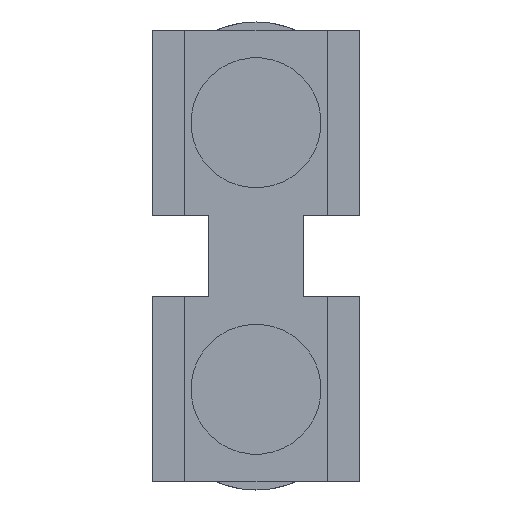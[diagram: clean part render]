
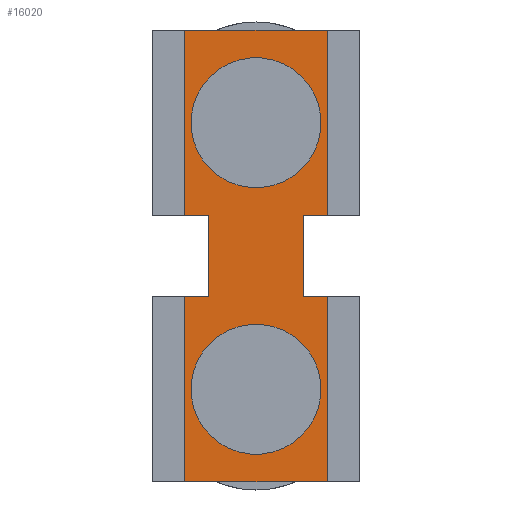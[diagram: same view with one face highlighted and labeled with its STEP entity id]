
A CAD part, front view. The second image highlights one B-rep face of the part: STEP entity #16020.
In plain terms, the highlighted face is planar.
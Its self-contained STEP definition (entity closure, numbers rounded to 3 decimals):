
#8590=CARTESIAN_POINT('',(-2.85,1.45,-1.));
#8600=VERTEX_POINT('',#8590);
#8680=CARTESIAN_POINT('',(-5.35,1.45,-1.));
#8690=VERTEX_POINT('',#8680);
#8720=CARTESIAN_POINT('',(-8.2,1.45,-1.));
#8730=DIRECTION('',(-1.,0.,0.));
#8740=VECTOR('',#8730,1.);
#8750=LINE('',#8720,#8740);
#8760=EDGE_CURVE('',#8600,#8690,#8750,.T.);
#8930=CARTESIAN_POINT('',(-8.2,-1.45,-1.));
#8940=DIRECTION('',(1.,0.,0.));
#8950=VECTOR('',#8940,1.);
#8960=LINE('',#8930,#8950);
#8970=CARTESIAN_POINT('',(-5.35,-1.45,-1.));
#8980=VERTEX_POINT('',#8970);
#8990=CARTESIAN_POINT('',(-2.85,-1.45,-1.));
#9000=VERTEX_POINT('',#8990);
#9010=EDGE_CURVE('',#8980,#9000,#8960,.T.);
#9330=CARTESIAN_POINT('',(-5.35,0.,-1.));
#9340=DIRECTION('',(0.,1.,0.));
#9350=VECTOR('',#9340,1.);
#9360=LINE('',#9330,#9350);
#9370=CARTESIAN_POINT('',(-5.35,-2.2,-1.));
#9380=VERTEX_POINT('',#9370);
#9390=EDGE_CURVE('',#9380,#8980,#9360,.T.);
#10020=CARTESIAN_POINT('',(-11.05,-2.2,-1.));
#10030=VERTEX_POINT('',#10020);
#10060=CARTESIAN_POINT('',(-11.05,0.,-1.));
#10070=DIRECTION('',(0.,-1.,0.));
#10080=VECTOR('',#10070,1.);
#10090=LINE('',#10060,#10080);
#10100=CARTESIAN_POINT('',(-11.05,2.2,-1.));
#10110=VERTEX_POINT('',#10100);
#10120=EDGE_CURVE('',#10110,#10030,#10090,.T.);
#10450=CARTESIAN_POINT('',(-5.35,2.2,-1.));
#10460=VERTEX_POINT('',#10450);
#10490=CARTESIAN_POINT('',(-5.35,0.,-1.));
#10500=DIRECTION('',(0.,1.,0.));
#10510=VECTOR('',#10500,1.);
#10520=LINE('',#10490,#10510);
#10530=EDGE_CURVE('',#8690,#10460,#10520,.T.);
#12670=CARTESIAN_POINT('',(-2.85,0.,-1.));
#12680=DIRECTION('',(0.,-1.,0.));
#12690=VECTOR('',#12680,1.);
#12700=LINE('',#12670,#12690);
#12710=CARTESIAN_POINT('',(-2.85,2.2,-1.));
#12720=VERTEX_POINT('',#12710);
#12730=EDGE_CURVE('',#12720,#8600,#12700,.T.);
#13340=CARTESIAN_POINT('',(-2.85,-2.2,-1.));
#13350=VERTEX_POINT('',#13340);
#13380=EDGE_CURVE('',#9000,#13350,#12700,.T.);
#13890=CARTESIAN_POINT('',(2.85,-2.2,-1.));
#13900=VERTEX_POINT('',#13890);
#13930=CARTESIAN_POINT('',(6.39,-2.2,-1.));
#13940=DIRECTION('',(-1.,0.,0.));
#13950=VECTOR('',#13940,1.);
#13960=LINE('',#13930,#13950);
#13970=EDGE_CURVE('',#13900,#13350,#13960,.T.);
#14320=CARTESIAN_POINT('',(2.85,2.2,-1.));
#14330=VERTEX_POINT('',#14320);
#14360=CARTESIAN_POINT('',(2.85,0.,-1.));
#14370=DIRECTION('',(0.,1.,0.));
#14380=VECTOR('',#14370,1.);
#14390=LINE('',#14360,#14380);
#14400=EDGE_CURVE('',#13900,#14330,#14390,.T.);
#14610=CARTESIAN_POINT('',(1.414,-1.414,-1.));
#14620=VERTEX_POINT('',#14610);
#14700=CARTESIAN_POINT('',(-1.414,1.414,-1.));
#14710=VERTEX_POINT('',#14700);
#14740=CARTESIAN_POINT('',(0.,0.,
-1.));
#14750=DIRECTION('',(0.,0.,-1.));
#14760=DIRECTION('',(-0.707,0.707,
0.));
#14770=AXIS2_PLACEMENT_3D('',#14740,#14750,#14760);
#14780=CIRCLE('',#14770,2.);
#14790=EDGE_CURVE('',#14620,#14710,#14780,.T.);
#15170=CARTESIAN_POINT('',(6.39,2.2,-1.));
#15180=DIRECTION('',(-1.,0.,0.));
#15190=VECTOR('',#15180,1.);
#15200=LINE('',#15170,#15190);
#15210=EDGE_CURVE('',#14330,#12720,#15200,.T.);
#15410=EDGE_CURVE('',#14710,#14620,#14780,.T.);
#15540=CARTESIAN_POINT('',(6.39,2.2,-1.));
#15550=DIRECTION('',(-0.,0.,1.));
#15560=DIRECTION('',(0.,-1.,0.));
#15570=AXIS2_PLACEMENT_3D('',#15540,#15550,#15560);
#15580=PLANE('',#15570);
#15590=ORIENTED_EDGE('',*,*,#15210,.F.);
#15600=ORIENTED_EDGE('',*,*,#12730,.F.);
#15610=ORIENTED_EDGE('',*,*,#8760,.F.);
#15620=ORIENTED_EDGE('',*,*,#10530,.F.);
#15630=CARTESIAN_POINT('',(-1.81,2.2,-1.));
#15640=DIRECTION('',(-1.,0.,0.));
#15650=VECTOR('',#15640,1.);
#15660=LINE('',#15630,#15650);
#15670=EDGE_CURVE('',#10460,#10110,#15660,.T.);
#15680=ORIENTED_EDGE('',*,*,#15670,.F.);
#15690=ORIENTED_EDGE('',*,*,#10120,.F.);
#15700=CARTESIAN_POINT('',(-1.81,-2.2,-1.));
#15710=DIRECTION('',(-1.,0.,0.));
#15720=VECTOR('',#15710,1.);
#15730=LINE('',#15700,#15720);
#15740=EDGE_CURVE('',#9380,#10030,#15730,.T.);
#15750=ORIENTED_EDGE('',*,*,#15740,.T.);
#15760=ORIENTED_EDGE('',*,*,#9390,.F.);
#15770=ORIENTED_EDGE('',*,*,#9010,.F.);
#15780=ORIENTED_EDGE('',*,*,#13380,.F.);
#15790=ORIENTED_EDGE('',*,*,#13970,.T.);
#15800=ORIENTED_EDGE('',*,*,#14400,.F.);
#15810=EDGE_LOOP('',(#15800,#15790,#15780,#15770,#15760,#15750,#15690,
#15680,#15620,#15610,#15600,#15590));
#15820=FACE_OUTER_BOUND('',#15810,.T.);
#15830=ORIENTED_EDGE('',*,*,#15410,.F.);
#15840=ORIENTED_EDGE('',*,*,#14790,.F.);
#15850=EDGE_LOOP('',(#15840,#15830));
#15860=FACE_BOUND('',#15850,.T.);
#15870=CARTESIAN_POINT('',(-8.2,0.,-1.));
#15880=DIRECTION('',(0.,0.,-1.));
#15890=DIRECTION('',(-0.707,0.707,
0.));
#15900=AXIS2_PLACEMENT_3D('',#15870,#15880,#15890);
#15910=CIRCLE('',#15900,2.);
#15920=CARTESIAN_POINT('',(-9.614,1.414,-1.));
#15930=VERTEX_POINT('',#15920);
#15940=CARTESIAN_POINT('',(-6.786,-1.414,-1.));
#15950=VERTEX_POINT('',#15940);
#15960=EDGE_CURVE('',#15930,#15950,#15910,.T.);
#15970=ORIENTED_EDGE('',*,*,#15960,.F.);
#15980=EDGE_CURVE('',#15950,#15930,#15910,.T.);
#15990=ORIENTED_EDGE('',*,*,#15980,.F.);
#16000=EDGE_LOOP('',(#15990,#15970));
#16010=FACE_BOUND('',#16000,.T.);
#16020=ADVANCED_FACE('',(#15820,#15860,#16010),#15580,.F.);
